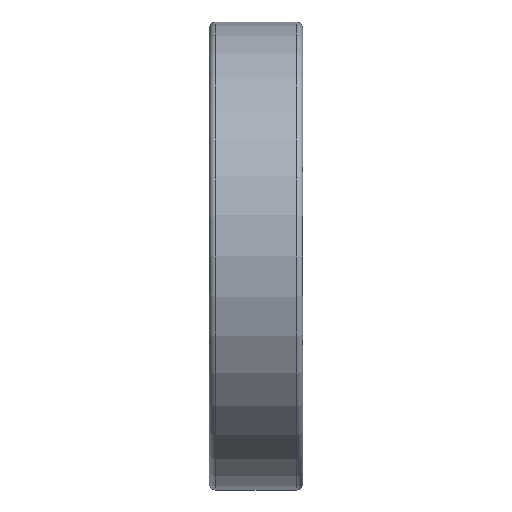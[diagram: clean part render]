
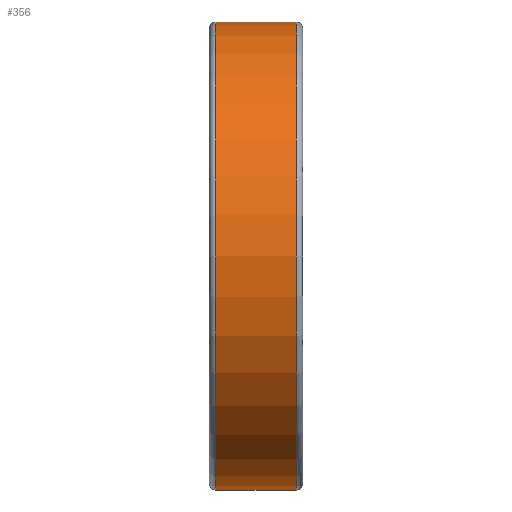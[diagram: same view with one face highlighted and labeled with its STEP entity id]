
A CAD part, front view. The second image highlights one B-rep face of the part: STEP entity #356.
In plain terms, the highlighted cylindrical face has radius 55 mm (diameter 110 mm), a full revolution.
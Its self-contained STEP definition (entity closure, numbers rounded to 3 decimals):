
#356 = ADVANCED_FACE( '', ( #388, #389 ), #390, .T. );
#388 = FACE_OUTER_BOUND( '', #441, .T. );
#389 = FACE_OUTER_BOUND( '', #442, .T. );
#390 = CYLINDRICAL_SURFACE( '', #443, 55. );
#441 = EDGE_LOOP( '', ( #505 ) );
#442 = EDGE_LOOP( '', ( #506 ) );
#443 = AXIS2_PLACEMENT_3D( '', #507, #508, #509 );
#505 = ORIENTED_EDGE( '', *, *, #568, .T. );
#506 = ORIENTED_EDGE( '', *, *, #567, .F. );
#507 = CARTESIAN_POINT( '', ( 22., 0., 0. ) );
#508 = DIRECTION( '', ( -1., 0., 0. ) );
#509 = DIRECTION( '', ( 0., 0., -1. ) );
#567 = EDGE_CURVE( '', #591, #591, #592, .T. );
#568 = EDGE_CURVE( '', #593, #593, #594, .T. );
#591 = VERTEX_POINT( '', #623 );
#592 = CIRCLE( '', #624, 55. );
#593 = VERTEX_POINT( '', #625 );
#594 = CIRCLE( '', #626, 55. );
#623 = CARTESIAN_POINT( '', ( 20.5, 0., -55. ) );
#624 = AXIS2_PLACEMENT_3D( '', #661, #662, #663 );
#625 = CARTESIAN_POINT( '', ( 1.5, 0., -55. ) );
#626 = AXIS2_PLACEMENT_3D( '', #664, #665, #666 );
#661 = CARTESIAN_POINT( '', ( 20.5, 0., 0. ) );
#662 = DIRECTION( '', ( 1., 0., 0. ) );
#663 = DIRECTION( '', ( 0., 0., -1. ) );
#664 = CARTESIAN_POINT( '', ( 1.5, 0., 0. ) );
#665 = DIRECTION( '', ( 1., 0., 0. ) );
#666 = DIRECTION( '', ( 0., 0., -1. ) );
